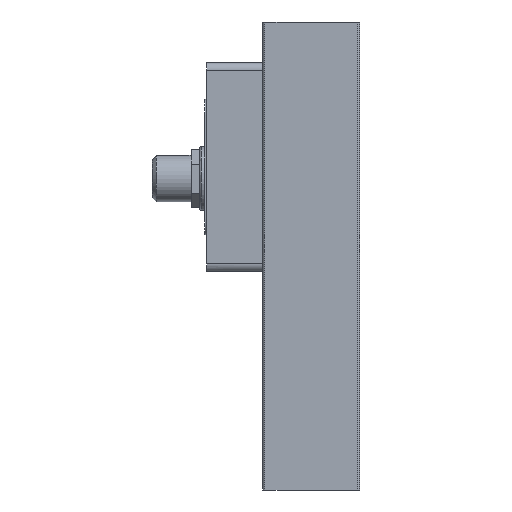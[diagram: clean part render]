
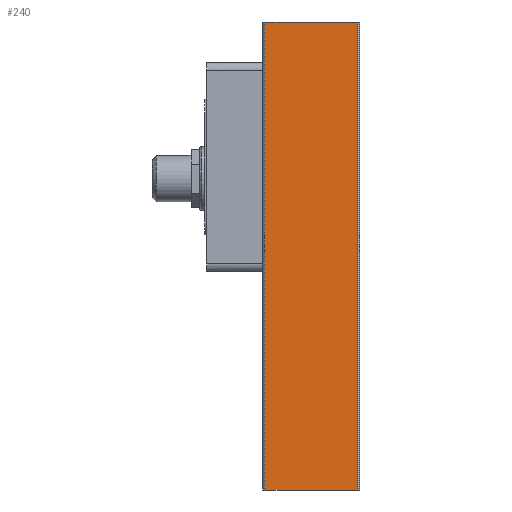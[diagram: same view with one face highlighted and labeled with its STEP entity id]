
A CAD part, left-side view. The second image highlights one B-rep face of the part: STEP entity #240.
In plain terms, the highlighted planar face has unit normal (-1, 0, 0).
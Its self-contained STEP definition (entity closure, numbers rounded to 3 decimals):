
#68 = VECTOR ( 'NONE', #7974, 1000. ) ;
#240 = ADVANCED_FACE ( 'NONE', ( #6623 ), #6575, .F. ) ;
#574 = LINE ( 'NONE', #3091, #68 ) ;
#722 = AXIS2_PLACEMENT_3D ( 'NONE', #848, #1090, #7804 ) ;
#848 = CARTESIAN_POINT ( 'NONE',  ( 0., 24.5, 29.5 ) ) ;
#1090 = DIRECTION ( 'NONE',  ( 1., 0., 0. ) ) ;
#1335 = CARTESIAN_POINT ( 'NONE',  ( 0., 24.5, 31. ) ) ;
#1930 = DIRECTION ( 'NONE',  ( 0., 0., 1. ) ) ;
#2370 = VERTEX_POINT ( 'NONE', #1335 ) ;
#2990 = CARTESIAN_POINT ( 'NONE',  ( 0., 24.5, -90. ) ) ;
#3091 = CARTESIAN_POINT ( 'NONE',  ( 0., 24.5, -90. ) ) ;
#3271 = ORIENTED_EDGE ( 'NONE', *, *, #5489, .F. ) ;
#3451 = VERTEX_POINT ( 'NONE', #7326 ) ;
#3522 = DIRECTION ( 'NONE',  ( 0., -1., 0. ) ) ;
#3596 = ORIENTED_EDGE ( 'NONE', *, *, #5626, .F. ) ;
#3619 = CARTESIAN_POINT ( 'NONE',  ( 0., 24.5, 29.5 ) ) ;
#3699 = VECTOR ( 'NONE', #3522, 1000. ) ;
#4053 = VERTEX_POINT ( 'NONE', #6172 ) ;
#4057 = EDGE_CURVE ( 'NONE', #4804, #3451, #574, .T. ) ;
#4123 = ORIENTED_EDGE ( 'NONE', *, *, #4057, .T. ) ;
#4222 = DIRECTION ( 'NONE',  ( 0., 0., -1. ) ) ;
#4598 = EDGE_CURVE ( 'NONE', #2370, #4053, #6610, .T. ) ;
#4804 = VERTEX_POINT ( 'NONE', #2990 ) ;
#4805 = CARTESIAN_POINT ( 'NONE',  ( 0., 0.5, 29.5 ) ) ;
#5461 = ORIENTED_EDGE ( 'NONE', *, *, #4598, .F. ) ;
#5489 = EDGE_CURVE ( 'NONE', #4053, #3451, #7234, .T. ) ;
#5491 = EDGE_LOOP ( 'NONE', ( #4123, #3271, #5461, #3596 ) ) ;
#5626 = EDGE_CURVE ( 'NONE', #4804, #2370, #7437, .T. ) ;
#6172 = CARTESIAN_POINT ( 'NONE',  ( 0., 0.5, 31. ) ) ;
#6575 = PLANE ( 'NONE',  #722 ) ;
#6610 = LINE ( 'NONE', #7132, #3699 ) ;
#6623 = FACE_OUTER_BOUND ( 'NONE', #5491, .T. ) ;
#7132 = CARTESIAN_POINT ( 'NONE',  ( 0., 24.5, 31. ) ) ;
#7234 = LINE ( 'NONE', #4805, #7352 ) ;
#7326 = CARTESIAN_POINT ( 'NONE',  ( 0., 0.5, -90. ) ) ;
#7352 = VECTOR ( 'NONE', #4222, 1000. ) ;
#7437 = LINE ( 'NONE', #3619, #7869 ) ;
#7804 = DIRECTION ( 'NONE',  ( 0., 0., -1. ) ) ;
#7869 = VECTOR ( 'NONE', #1930, 1000. ) ;
#7974 = DIRECTION ( 'NONE',  ( 0., -1., 0. ) ) ;
